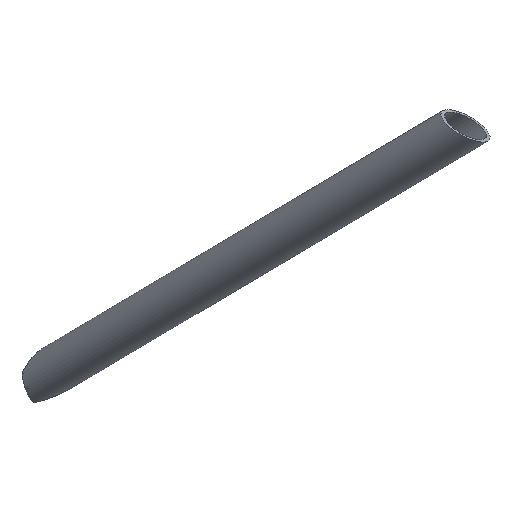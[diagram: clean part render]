
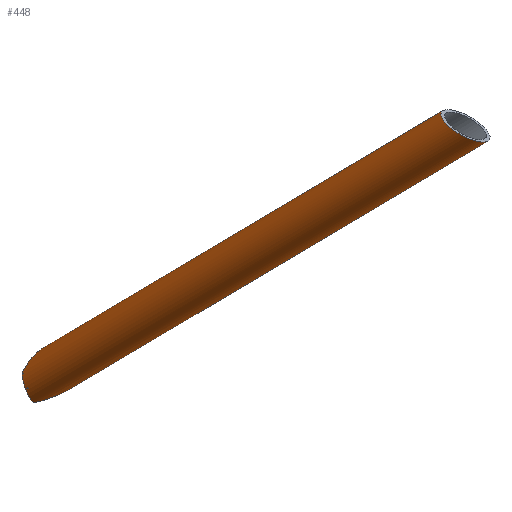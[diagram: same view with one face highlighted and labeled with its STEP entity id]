
A CAD part, top view. The second image highlights one B-rep face of the part: STEP entity #448.
In plain terms, the highlighted cylindrical face has radius 10 mm (diameter 20 mm), a partial arc.
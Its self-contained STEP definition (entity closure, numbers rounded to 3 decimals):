
#111=CARTESIAN_POINT('Vertex',(-2266.119,-307.298,117.236)) ;
#115=CARTESIAN_POINT('Control Point',(-2266.119,-307.298,117.236)) ;
#116=CARTESIAN_POINT('Control Point',(-2267.137,-307.9,117.063)) ;
#117=CARTESIAN_POINT('Control Point',(-2268.175,-308.457,116.853)) ;
#118=CARTESIAN_POINT('Control Point',(-2269.224,-308.974,116.614)) ;
#119=CARTESIAN_POINT('Control Point',(-2270.908,-309.742,116.193)) ;
#120=CARTESIAN_POINT('Control Point',(-2272.612,-310.429,115.718)) ;
#121=CARTESIAN_POINT('Control Point',(-2273.244,-310.672,115.535)) ;
#122=CARTESIAN_POINT('Control Point',(-2274.302,-311.061,115.22)) ;
#123=CARTESIAN_POINT('Control Point',(-2275.365,-311.42,114.89)) ;
#124=CARTESIAN_POINT('Control Point',(-2275.792,-311.559,114.755)) ;
#125=CARTESIAN_POINT('Control Point',(-2276.504,-311.783,114.529)) ;
#126=CARTESIAN_POINT('Control Point',(-2277.219,-311.992,114.299)) ;
#127=CARTESIAN_POINT('Control Point',(-2277.506,-312.074,114.208)) ;
#128=CARTESIAN_POINT('Control Point',(-2277.986,-312.205,114.055)) ;
#129=CARTESIAN_POINT('Control Point',(-2278.47,-312.327,113.905)) ;
#130=CARTESIAN_POINT('Control Point',(-2278.664,-312.374,113.846)) ;
#131=CARTESIAN_POINT('Control Point',(-2279.082,-312.471,113.724)) ;
#132=CARTESIAN_POINT('Control Point',(-2279.507,-312.554,113.614)) ;
#133=CARTESIAN_POINT('Control Point',(-2279.73,-312.591,113.563)) ;
#134=CARTESIAN_POINT('Control Point',(-2280.129,-312.646,113.488)) ;
#135=CARTESIAN_POINT('Control Point',(-2280.535,-312.636,113.502)) ;
#136=CARTESIAN_POINT('Control Point',(-2280.704,-312.613,113.534)) ;
#137=CARTESIAN_POINT('Control Point',(-2281.049,-312.504,113.682)) ;
#138=CARTESIAN_POINT('Control Point',(-2281.306,-312.319,113.919)) ;
#139=CARTESIAN_POINT('Control Point',(-2281.438,-312.201,114.062)) ;
#140=CARTESIAN_POINT('Control Point',(-2281.772,-311.862,114.454)) ;
#141=CARTESIAN_POINT('Control Point',(-2282.056,-311.477,114.845)) ;
#142=CARTESIAN_POINT('Control Point',(-2282.234,-311.216,115.086)) ;
#143=CARTESIAN_POINT('Control Point',(-2282.657,-310.54,115.659)) ;
#144=CARTESIAN_POINT('Control Point',(-2283.051,-309.791,116.162)) ;
#145=CARTESIAN_POINT('Control Point',(-2283.277,-309.322,116.433)) ;
#146=CARTESIAN_POINT('Control Point',(-2284.109,-307.445,117.354)) ;
#147=CARTESIAN_POINT('Control Point',(-2284.793,-305.308,117.786)) ;
#148=CARTESIAN_POINT('Control Point',(-2285.195,-303.644,117.787)) ;
#149=CARTESIAN_POINT('Control Point',(-2285.451,-302.,117.432)) ;
#150=CARTESIAN_POINT('Control Point',(-2285.554,-300.487,116.759)) ;
#151=CARTESIAN_POINT('Vertex',(-2285.554,-300.487,116.759)) ;
#270=CARTESIAN_POINT('Control Point',(-2114.249,-194.203,275.783)) ;
#271=CARTESIAN_POINT('Control Point',(-2114.467,-194.333,276.286)) ;
#272=CARTESIAN_POINT('Control Point',(-2114.65,-194.484,276.799)) ;
#273=CARTESIAN_POINT('Control Point',(-2114.795,-194.656,277.317)) ;
#274=CARTESIAN_POINT('Control Point',(-2115.084,-195.158,278.697)) ;
#275=CARTESIAN_POINT('Control Point',(-2115.128,-195.772,280.067)) ;
#276=CARTESIAN_POINT('Control Point',(-2115.066,-196.189,280.903)) ;
#277=CARTESIAN_POINT('Control Point',(-2114.702,-197.311,282.951)) ;
#278=CARTESIAN_POINT('Control Point',(-2113.857,-198.562,284.786)) ;
#279=CARTESIAN_POINT('Control Point',(-2113.193,-199.345,285.796)) ;
#280=CARTESIAN_POINT('Control Point',(-2111.719,-200.811,287.452)) ;
#281=CARTESIAN_POINT('Control Point',(-2109.845,-202.255,288.652)) ;
#282=CARTESIAN_POINT('Control Point',(-2108.909,-202.905,289.098)) ;
#283=CARTESIAN_POINT('Control Point',(-2107.19,-203.978,289.656)) ;
#284=CARTESIAN_POINT('Control Point',(-2105.332,-204.932,289.815)) ;
#285=CARTESIAN_POINT('Control Point',(-2104.537,-205.305,289.806)) ;
#286=CARTESIAN_POINT('Control Point',(-2103.194,-205.871,289.655)) ;
#287=CARTESIAN_POINT('Control Point',(-2101.86,-206.322,289.265)) ;
#288=CARTESIAN_POINT('Control Point',(-2101.33,-206.483,289.069)) ;
#289=CARTESIAN_POINT('Control Point',(-2100.167,-206.789,288.543)) ;
#290=CARTESIAN_POINT('Control Point',(-2099.082,-206.97,287.823)) ;
#291=CARTESIAN_POINT('Control Point',(-2098.515,-207.028,287.369)) ;
#292=CARTESIAN_POINT('Control Point',(-2097.548,-207.054,286.436)) ;
#293=CARTESIAN_POINT('Control Point',(-2096.753,-206.933,285.362)) ;
#294=CARTESIAN_POINT('Control Point',(-2096.429,-206.847,284.845)) ;
#295=CARTESIAN_POINT('Control Point',(-2096.147,-206.732,284.309)) ;
#296=CARTESIAN_POINT('Control Point',(-2095.909,-206.591,283.762)) ;
#297=CARTESIAN_POINT('Vertex',(-2114.249,-194.203,275.783)) ;
#299=CARTESIAN_POINT('Vertex',(-2095.909,-206.591,283.762)) ;
#402=CARTESIAN_POINT('Axis2P3D Location',(-2192.942,-252.383,193.811)) ;
#407=CARTESIAN_POINT('Line Origine',(326983.255,194498.105,322242.377)) ;
#411=CARTESIAN_POINT('Vertex',(-2099.754,-208.866,280.)) ;
#414=CARTESIAN_POINT('Line Origine',(326983.255,194498.105,322242.377)) ;
#419=CARTESIAN_POINT('Line Origine',(326973.071,194515.318,322242.377)) ;
#423=CARTESIAN_POINT('Vertex',(-2276.999,-290.497,116.554)) ;
#427=CARTESIAN_POINT('Control Point',(-2285.554,-300.487,116.759)) ;
#428=CARTESIAN_POINT('Control Point',(-2285.262,-299.886,116.889)) ;
#429=CARTESIAN_POINT('Control Point',(-2284.941,-299.299,117.018)) ;
#430=CARTESIAN_POINT('Control Point',(-2284.602,-298.721,117.136)) ;
#431=CARTESIAN_POINT('Control Point',(-2283.839,-297.506,117.364)) ;
#432=CARTESIAN_POINT('Control Point',(-2283.002,-296.329,117.522)) ;
#433=CARTESIAN_POINT('Control Point',(-2282.538,-295.715,117.584)) ;
#434=CARTESIAN_POINT('Control Point',(-2281.271,-294.141,117.674)) ;
#435=CARTESIAN_POINT('Control Point',(-2279.871,-292.681,117.548)) ;
#436=CARTESIAN_POINT('Control Point',(-2278.957,-291.837,117.369)) ;
#437=CARTESIAN_POINT('Control Point',(-2277.985,-291.08,117.05)) ;
#438=CARTESIAN_POINT('Control Point',(-2276.999,-290.497,116.554)) ;
#403=DIRECTION('Axis2P3D Direction',(0.658,0.39,0.644)) ;
#404=DIRECTION('Axis2P3D XDirection',(-0.509,0.861,0.)) ;
#408=DIRECTION('Vector Direction',(0.658,0.39,0.644)) ;
#415=DIRECTION('Vector Direction',(0.658,0.39,0.644)) ;
#420=DIRECTION('Vector Direction',(0.658,0.39,0.644)) ;
#405=AXIS2_PLACEMENT_3D('Cylinder Axis2P3D',#402,#403,#404) ;
#441=ORIENTED_EDGE('',*,*,#413,.T.) ;
#442=ORIENTED_EDGE('',*,*,#418,.T.) ;
#443=ORIENTED_EDGE('',*,*,#301,.F.) ;
#444=ORIENTED_EDGE('',*,*,#425,.F.) ;
#445=ORIENTED_EDGE('',*,*,#439,.F.) ;
#446=ORIENTED_EDGE('',*,*,#153,.F.) ;
#409=VECTOR('Line Direction',#408,1.) ;
#416=VECTOR('Line Direction',#415,1.) ;
#421=VECTOR('Line Direction',#420,1.) ;
#448=ADVANCED_FACE('Corps principal',(#447),#406,.T.) ;
#114=B_SPLINE_CURVE_WITH_KNOTS('',5,(#115,#116,#117,#118,#119,#120,#121,#122,#123,#124,#125,#126,#127,#128,#129,#130,#131,#132,#133,#134,#135,#136,#137,#138,#139,#140,#141,#142,#143,#144,#145,#146,#147,#148,#149,#150),.UNSPECIFIED.,.F.,.U.,(6,3,3,3,3,3,3,3,3,3,3,6),(0.,8.453,13.415,16.724,18.931,20.405,22.085,23.262,24.815,27.619,31.759,43.494),.UNSPECIFIED.) ;
#269=B_SPLINE_CURVE_WITH_KNOTS('',5,(#270,#271,#272,#273,#274,#275,#276,#277,#278,#279,#280,#281,#282,#283,#284,#285,#286,#287,#288,#289,#290,#291,#292,#293,#294,#295,#296),.UNSPECIFIED.,.F.,.U.,(6,3,3,3,3,3,3,3,6),(0.,3.983,10.556,20.626,29.209,35.376,39.514,44.625,48.962),.UNSPECIFIED.) ;
#426=B_SPLINE_CURVE_WITH_KNOTS('',5,(#427,#428,#429,#430,#431,#432,#433,#434,#435,#436,#437,#438),.UNSPECIFIED.,.F.,.U.,(6,3,3,6),(10.688,15.499,20.954,29.781),.UNSPECIFIED.) ;
#406=CYLINDRICAL_SURFACE('generated cylinder',#405,10.) ;
#153=EDGE_CURVE('',#112,#152,#114,.T.) ;
#301=EDGE_CURVE('',#298,#300,#269,.T.) ;
#413=EDGE_CURVE('',#112,#412,#410,.T.) ;
#418=EDGE_CURVE('',#412,#300,#417,.T.) ;
#425=EDGE_CURVE('',#424,#298,#422,.T.) ;
#439=EDGE_CURVE('',#152,#424,#426,.T.) ;
#440=EDGE_LOOP('',(#441,#442,#443,#444,#445,#446)) ;
#447=FACE_OUTER_BOUND('',#440,.T.) ;
#410=LINE('Line',#407,#409) ;
#417=LINE('Line',#414,#416) ;
#422=LINE('Line',#419,#421) ;
#112=VERTEX_POINT('',#111) ;
#152=VERTEX_POINT('',#151) ;
#298=VERTEX_POINT('',#297) ;
#300=VERTEX_POINT('',#299) ;
#412=VERTEX_POINT('',#411) ;
#424=VERTEX_POINT('',#423) ;
